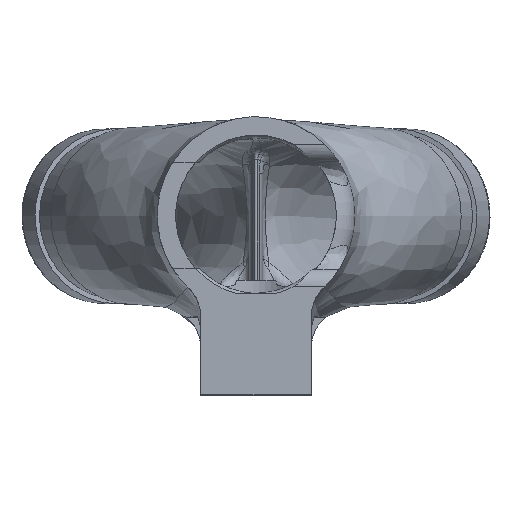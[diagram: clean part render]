
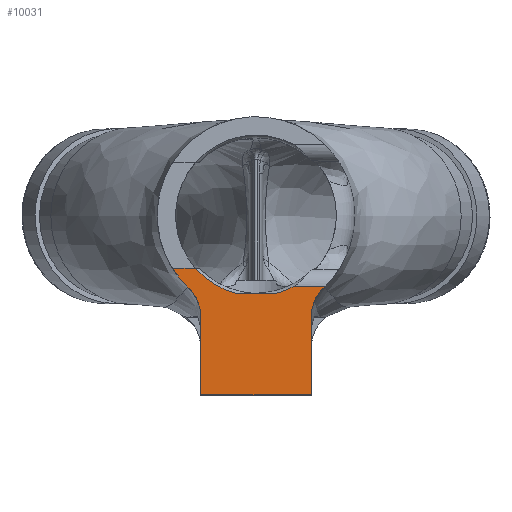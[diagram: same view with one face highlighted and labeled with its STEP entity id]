
A CAD part, top view. The second image highlights one B-rep face of the part: STEP entity #10031.
In plain terms, the highlighted planar face has unit normal (0, 0, 1).
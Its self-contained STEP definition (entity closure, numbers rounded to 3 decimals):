
#283 = VERTEX_POINT ( 'NONE', #10784 ) ;
#473 = VERTEX_POINT ( 'NONE', #11004 ) ;
#535 = CIRCLE ( 'NONE', #14149, 4.5 ) ;
#695 = CARTESIAN_POINT ( 'NONE',  ( 0., 0., 22. ) ) ;
#870 = CIRCLE ( 'NONE', #6429, 10.75 ) ;
#1041 = DIRECTION ( 'NONE',  ( 0., 0., -1. ) ) ;
#1738 = EDGE_CURVE ( 'NONE', #9425, #1816, #7503, .T. ) ;
#1816 = VERTEX_POINT ( 'NONE', #6401 ) ;
#1999 = VERTEX_POINT ( 'NONE', #6626 ) ;
#2036 = CARTESIAN_POINT ( 'NONE',  ( 0., 0., 22. ) ) ;
#2270 = VECTOR ( 'NONE', #19958, 1000. ) ;
#2355 = DIRECTION ( 'NONE',  ( 0., 0., 1. ) ) ;
#2429 = LINE ( 'NONE', #17721, #12756 ) ;
#2563 = DIRECTION ( 'NONE',  ( 0., 0., 1. ) ) ;
#2689 = CARTESIAN_POINT ( 'NONE',  ( 6., -11., 22. ) ) ;
#2750 = ORIENTED_EDGE ( 'NONE', *, *, #17638, .F. ) ;
#3182 = DIRECTION ( 'NONE',  ( 0., 0., -1. ) ) ;
#3380 = ORIENTED_EDGE ( 'NONE', *, *, #3995, .F. ) ;
#3891 = CARTESIAN_POINT ( 'NONE',  ( -6., -11.059, 22. ) ) ;
#3963 = VERTEX_POINT ( 'NONE', #3891 ) ;
#3995 = EDGE_CURVE ( 'NONE', #283, #3963, #4101, .T. ) ;
#4101 = LINE ( 'NONE', #15374, #9919 ) ;
#4113 = EDGE_CURVE ( 'NONE', #9425, #283, #16016, .T. ) ;
#4193 = CARTESIAN_POINT ( 'NONE',  ( 7.45, -7.75, 22. ) ) ;
#4273 = VERTEX_POINT ( 'NONE', #9289 ) ;
#4373 = VECTOR ( 'NONE', #8551, 1000. ) ;
#4427 = EDGE_CURVE ( 'NONE', #1816, #4273, #8867, .T. ) ;
#4488 = DIRECTION ( 'NONE',  ( 1., 0., 0. ) ) ;
#4495 = ORIENTED_EDGE ( 'NONE', *, *, #12833, .F. ) ;
#4624 = DIRECTION ( 'NONE',  ( 1., 0., 0. ) ) ;
#4894 = VERTEX_POINT ( 'NONE', #19772 ) ;
#5087 = EDGE_CURVE ( 'NONE', #15776, #7741, #870, .T. ) ;
#5217 = ORIENTED_EDGE ( 'NONE', *, *, #4427, .T. ) ;
#5623 = DIRECTION ( 'NONE',  ( 1., 0., 0. ) ) ;
#6039 = ORIENTED_EDGE ( 'NONE', *, *, #6308, .T. ) ;
#6094 = AXIS2_PLACEMENT_3D ( 'NONE', #2036, #2355, #5623 ) ;
#6308 = EDGE_CURVE ( 'NONE', #4273, #9926, #20074, .T. ) ;
#6401 = CARTESIAN_POINT ( 'NONE',  ( 6., -11.059, 22. ) ) ;
#6429 = AXIS2_PLACEMENT_3D ( 'NONE', #18443, #20309, #8290 ) ;
#6573 = CARTESIAN_POINT ( 'NONE',  ( 10.5, -11.059, 22. ) ) ;
#6626 = CARTESIAN_POINT ( 'NONE',  ( -2.077, -8.5, 22. ) ) ;
#7356 = DIRECTION ( 'NONE',  ( 0., 0., 1. ) ) ;
#7503 = LINE ( 'NONE', #2689, #12337 ) ;
#7570 = CARTESIAN_POINT ( 'NONE',  ( 4.062, -7.75, 22. ) ) ;
#7698 = FACE_OUTER_BOUND ( 'NONE', #11942, .T. ) ;
#7741 = VERTEX_POINT ( 'NONE', #12842 ) ;
#7826 = CARTESIAN_POINT ( 'NONE',  ( -6., -19.5, 22. ) ) ;
#8290 = DIRECTION ( 'NONE',  ( 1., 0., 0. ) ) ;
#8453 = EDGE_CURVE ( 'NONE', #9926, #12815, #15032, .T. ) ;
#8551 = DIRECTION ( 'NONE',  ( 1., 0., 0. ) ) ;
#8769 = ORIENTED_EDGE ( 'NONE', *, *, #8453, .T. ) ;
#8867 = CIRCLE ( 'NONE', #21087, 4.5 ) ;
#8928 = CIRCLE ( 'NONE', #17303, 8.75 ) ;
#9289 = CARTESIAN_POINT ( 'NONE',  ( 7.402, -7.796, 22. ) ) ;
#9425 = VERTEX_POINT ( 'NONE', #12982 ) ;
#9526 = DIRECTION ( 'NONE',  ( 0., 0., 1. ) ) ;
#9595 = AXIS2_PLACEMENT_3D ( 'NONE', #17747, #2563, #14481 ) ;
#9753 = EDGE_CURVE ( 'NONE', #7741, #3963, #535, .T. ) ;
#9919 = VECTOR ( 'NONE', #10460, 1000. ) ;
#9926 = VERTEX_POINT ( 'NONE', #4193 ) ;
#10031 = ADVANCED_FACE ( 'NONE', ( #7698 ), #10975, .T. ) ;
#10460 = DIRECTION ( 'NONE',  ( 0., 1., 0. ) ) ;
#10734 = DIRECTION ( 'NONE',  ( 1., 0., 0. ) ) ;
#10736 = DIRECTION ( 'NONE',  ( 1., 0., 0. ) ) ;
#10784 = CARTESIAN_POINT ( 'NONE',  ( -6., -19.5, 22. ) ) ;
#10830 = EDGE_CURVE ( 'NONE', #15776, #473, #2429, .T. ) ;
#10975 = PLANE ( 'NONE',  #9595 ) ;
#10993 = DIRECTION ( 'NONE',  ( 0., 1., 0. ) ) ;
#11004 = CARTESIAN_POINT ( 'NONE',  ( -6.595, -5.75, 22. ) ) ;
#11942 = EDGE_LOOP ( 'NONE', ( #15669, #13804, #3380, #21393, #19833, #5217, #6039, #8769, #4495, #15408, #2750, #16232 ) ) ;
#12039 = CARTESIAN_POINT ( 'NONE',  ( -6., -8.5, 22. ) ) ;
#12337 = VECTOR ( 'NONE', #10993, 1000. ) ;
#12592 = EDGE_CURVE ( 'NONE', #1999, #4894, #13063, .T. ) ;
#12615 = DIRECTION ( 'NONE',  ( 1., 0., 0. ) ) ;
#12714 = VECTOR ( 'NONE', #13067, 1000. ) ;
#12756 = VECTOR ( 'NONE', #10734, 1000. ) ;
#12815 = VERTEX_POINT ( 'NONE', #7570 ) ;
#12833 = EDGE_CURVE ( 'NONE', #4894, #12815, #19046, .T. ) ;
#12842 = CARTESIAN_POINT ( 'NONE',  ( -7.402, -7.796, 22. ) ) ;
#12982 = CARTESIAN_POINT ( 'NONE',  ( 6., -19.5, 22. ) ) ;
#13063 = LINE ( 'NONE', #12039, #4373 ) ;
#13067 = DIRECTION ( 'NONE',  ( -1., 0., 0. ) ) ;
#13804 = ORIENTED_EDGE ( 'NONE', *, *, #9753, .T. ) ;
#14149 = AXIS2_PLACEMENT_3D ( 'NONE', #20824, #1041, #12615 ) ;
#14481 = DIRECTION ( 'NONE',  ( 1., 0., 0. ) ) ;
#15032 = LINE ( 'NONE', #16668, #2270 ) ;
#15374 = CARTESIAN_POINT ( 'NONE',  ( -6., -11., 22. ) ) ;
#15408 = ORIENTED_EDGE ( 'NONE', *, *, #12592, .F. ) ;
#15669 = ORIENTED_EDGE ( 'NONE', *, *, #5087, .T. ) ;
#15776 = VERTEX_POINT ( 'NONE', #18593 ) ;
#16016 = LINE ( 'NONE', #7826, #12714 ) ;
#16232 = ORIENTED_EDGE ( 'NONE', *, *, #10830, .F. ) ;
#16668 = CARTESIAN_POINT ( 'NONE',  ( 6.595, -7.75, 22. ) ) ;
#17303 = AXIS2_PLACEMENT_3D ( 'NONE', #21464, #9526, #4624 ) ;
#17638 = EDGE_CURVE ( 'NONE', #473, #1999, #8928, .T. ) ;
#17721 = CARTESIAN_POINT ( 'NONE',  ( 25., -5.75, 22. ) ) ;
#17747 = CARTESIAN_POINT ( 'NONE',  ( 0., 0., 22. ) ) ;
#18443 = CARTESIAN_POINT ( 'NONE',  ( 0., 0., 22. ) ) ;
#18593 = CARTESIAN_POINT ( 'NONE',  ( -9.083, -5.75, 22. ) ) ;
#19046 = CIRCLE ( 'NONE', #19395, 8.75 ) ;
#19395 = AXIS2_PLACEMENT_3D ( 'NONE', #695, #7356, #10736 ) ;
#19772 = CARTESIAN_POINT ( 'NONE',  ( 2.077, -8.5, 22. ) ) ;
#19833 = ORIENTED_EDGE ( 'NONE', *, *, #1738, .T. ) ;
#19958 = DIRECTION ( 'NONE',  ( -1., 0., 0. ) ) ;
#20074 = CIRCLE ( 'NONE', #6094, 10.75 ) ;
#20309 = DIRECTION ( 'NONE',  ( 0., 0., 1. ) ) ;
#20824 = CARTESIAN_POINT ( 'NONE',  ( -10.5, -11.059, 22. ) ) ;
#21087 = AXIS2_PLACEMENT_3D ( 'NONE', #6573, #3182, #4488 ) ;
#21393 = ORIENTED_EDGE ( 'NONE', *, *, #4113, .F. ) ;
#21464 = CARTESIAN_POINT ( 'NONE',  ( 0., 0., 22. ) ) ;
